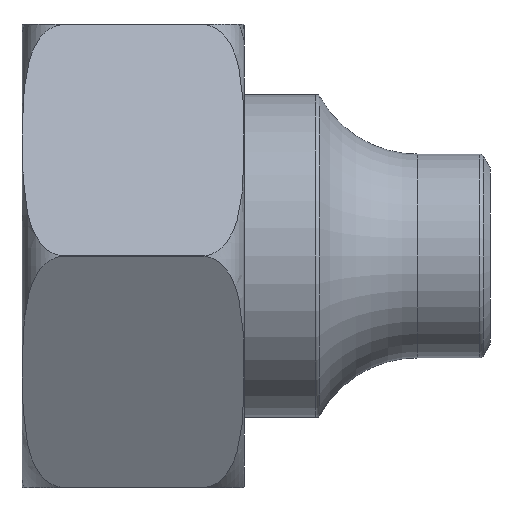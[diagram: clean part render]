
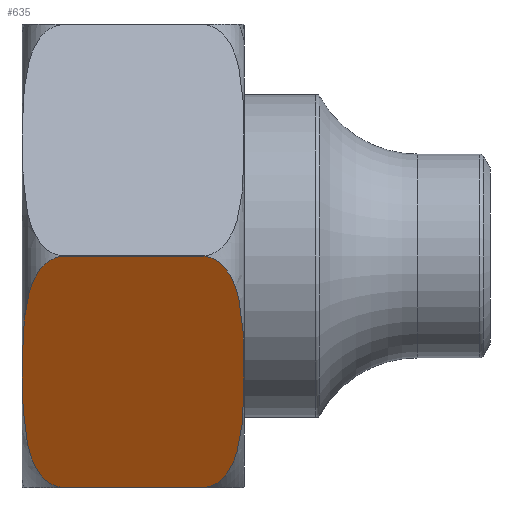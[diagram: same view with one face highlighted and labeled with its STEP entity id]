
A CAD part, front view. The second image highlights one B-rep face of the part: STEP entity #635.
In plain terms, the highlighted planar face has unit normal (0, -0.866, -0.5).
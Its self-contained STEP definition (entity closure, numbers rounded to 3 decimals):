
#525=FACE_OUTER_BOUND('',#916,.T.);
#594=LINE('',#2765,#608);
#604=LINE('',#2921,#618);
#608=VECTOR('',#2224,1.);
#618=VECTOR('',#2268,1.);
#635=ADVANCED_FACE('',(#525),#737,.T.);
#737=PLANE('',#2139);
#916=EDGE_LOOP('',(#1158,#1159,#1160,#1161));
#1158=ORIENTED_EDGE('',*,*,#1773,.T.);
#1159=ORIENTED_EDGE('',*,*,#1764,.T.);
#1160=ORIENTED_EDGE('',*,*,#1746,.T.);
#1161=ORIENTED_EDGE('',*,*,#1779,.T.);
#1573=VERTEX_POINT('',#2760);
#1575=VERTEX_POINT('',#2764);
#1592=VERTEX_POINT('',#2839);
#1595=VERTEX_POINT('',#2918);
#1746=EDGE_CURVE('',#1573,#1575,#594,.T.);
#1764=EDGE_CURVE('',#1592,#1573,#1979,.T.);
#1773=EDGE_CURVE('',#1595,#1592,#604,.T.);
#1779=EDGE_CURVE('',#1575,#1595,#1989,.T.);
#1979=B_SPLINE_CURVE_WITH_KNOTS('',3,(#2821,#2822,#2823,#2824,#2825,#2826,
#2827,#2828,#2829,#2830,#2831,#2832,#2833,#2834,#2835,#2836,#2837,#2838),
 .UNSPECIFIED.,.F.,.F.,(4,2,2,2,2,2,2,2,4),(0.,0.063,0.125,
0.25,0.5,0.75,0.875,0.938,1.),.UNSPECIFIED.);
#1989=B_SPLINE_CURVE_WITH_KNOTS('',3,(#3013,#3014,#3015,#3016,#3017,#3018,
#3019,#3020,#3021,#3022,#3023,#3024,#3025,#3026,#3027,#3028,#3029,#3030),
 .UNSPECIFIED.,.F.,.F.,(4,2,2,2,2,2,2,2,4),(0.,0.063,0.125,
0.25,0.5,0.75,0.875,0.938,1.),.UNSPECIFIED.);
#2139=AXIS2_PLACEMENT_3D('',#3053,#2299,#2300);
#2224=DIRECTION('',(1.,0.,0.));
#2268=DIRECTION('',(-1.,0.,0.));
#2299=DIRECTION('',(0.,-0.866,-0.5));
#2300=DIRECTION('',(0.,0.5,-0.866));
#2760=CARTESIAN_POINT('',(4.5,-14.451,-24.97));
#2764=CARTESIAN_POINT('',(19.5,-14.451,-24.97));
#2765=CARTESIAN_POINT('',(0.,-14.451,-24.97));
#2821=CARTESIAN_POINT('',(4.5,-28.85,-0.03));
#2822=CARTESIAN_POINT('',(3.811,-28.85,-0.03));
#2823=CARTESIAN_POINT('',(3.165,-28.682,-0.321));
#2824=CARTESIAN_POINT('',(2.174,-28.221,-1.12));
#2825=CARTESIAN_POINT('',(1.799,-27.929,-1.626));
#2826=CARTESIAN_POINT('',(0.918,-27.018,-3.203));
#2827=CARTESIAN_POINT('',(0.623,-26.349,-4.363));
#2828=CARTESIAN_POINT('',(0.047,-24.363,-7.802));
#2829=CARTESIAN_POINT('',(0.048,-23.01,-10.145));
#2830=CARTESIAN_POINT('',(0.047,-20.328,-14.79));
#2831=CARTESIAN_POINT('',(0.042,-18.987,-17.113));
#2832=CARTESIAN_POINT('',(0.607,-16.99,-20.572));
#2833=CARTESIAN_POINT('',(0.897,-16.312,-21.746));
#2834=CARTESIAN_POINT('',(1.786,-15.382,-23.357));
#2835=CARTESIAN_POINT('',(2.159,-15.089,-23.864));
#2836=CARTESIAN_POINT('',(3.158,-14.62,-24.677));
#2837=CARTESIAN_POINT('',(3.806,-14.451,-24.97));
#2838=CARTESIAN_POINT('',(4.5,-14.451,-24.97));
#2839=CARTESIAN_POINT('',(4.5,-28.85,-0.03));
#2918=CARTESIAN_POINT('',(19.5,-28.85,-0.03));
#2921=CARTESIAN_POINT('',(0.,-28.85,-0.03));
#3013=CARTESIAN_POINT('',(19.5,-14.451,-24.97));
#3014=CARTESIAN_POINT('',(20.189,-14.451,-24.97));
#3015=CARTESIAN_POINT('',(20.835,-14.619,-24.679));
#3016=CARTESIAN_POINT('',(21.826,-15.081,-23.88));
#3017=CARTESIAN_POINT('',(22.201,-15.373,-23.374));
#3018=CARTESIAN_POINT('',(23.082,-16.283,-21.797));
#3019=CARTESIAN_POINT('',(23.377,-16.953,-20.637));
#3020=CARTESIAN_POINT('',(23.953,-18.938,-17.198));
#3021=CARTESIAN_POINT('',(23.952,-20.291,-14.855));
#3022=CARTESIAN_POINT('',(23.953,-22.973,-10.21));
#3023=CARTESIAN_POINT('',(23.958,-24.314,-7.887));
#3024=CARTESIAN_POINT('',(23.393,-26.311,-4.428));
#3025=CARTESIAN_POINT('',(23.103,-26.989,-3.254));
#3026=CARTESIAN_POINT('',(22.214,-27.919,-1.643));
#3027=CARTESIAN_POINT('',(21.841,-28.212,-1.136));
#3028=CARTESIAN_POINT('',(20.842,-28.681,-0.323));
#3029=CARTESIAN_POINT('',(20.194,-28.85,-0.03));
#3030=CARTESIAN_POINT('',(19.5,-28.85,-0.03));
#3053=CARTESIAN_POINT('',(26.4,-14.434,-25.));
